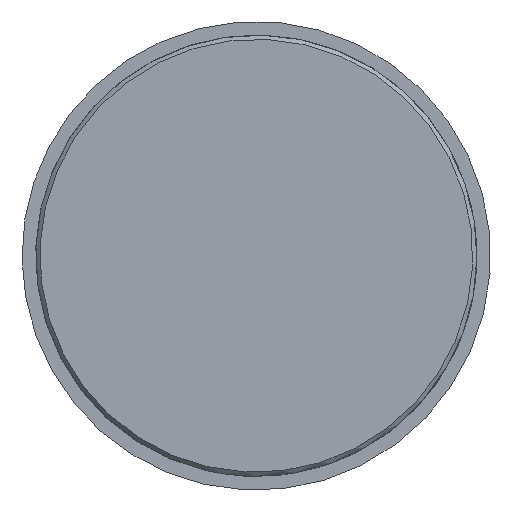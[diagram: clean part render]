
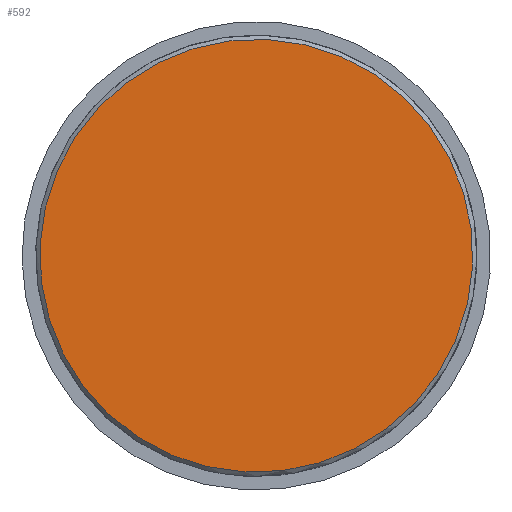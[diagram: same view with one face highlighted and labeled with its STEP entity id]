
A CAD part, top view. The second image highlights one B-rep face of the part: STEP entity #592.
In plain terms, the highlighted planar face has unit normal (0, 0, 1).
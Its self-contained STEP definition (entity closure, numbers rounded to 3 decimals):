
#54=PLANE('',#649);
#66=FACE_OUTER_BOUND('',#103,.T.);
#103=EDGE_LOOP('',(#405,#406));
#187=CIRCLE('',#650,31.875);
#188=CIRCLE('',#651,31.875);
#247=VERTEX_POINT('',#964);
#248=VERTEX_POINT('',#965);
#311=EDGE_CURVE('',#247,#248,#187,.T.);
#312=EDGE_CURVE('',#248,#247,#188,.T.);
#405=ORIENTED_EDGE('',*,*,#311,.F.);
#406=ORIENTED_EDGE('',*,*,#312,.F.);
#592=ADVANCED_FACE('',(#66),#54,.T.);
#649=AXIS2_PLACEMENT_3D('',#963,#755,#756);
#650=AXIS2_PLACEMENT_3D('',#966,#757,#758);
#651=AXIS2_PLACEMENT_3D('',#967,#759,#760);
#755=DIRECTION('center_axis',(0.,0.,
1.));
#756=DIRECTION('ref_axis',(0.974,-0.225,0.));
#757=DIRECTION('center_axis',(0.,0.,
-1.));
#758=DIRECTION('ref_axis',(0.225,0.974,0.));
#759=DIRECTION('center_axis',(0.,0.,
-1.));
#760=DIRECTION('ref_axis',(0.225,0.974,0.));
#963=CARTESIAN_POINT('Origin',(7.125,30.863,9.5));
#964=CARTESIAN_POINT('',(7.17,31.058,9.5));
#965=CARTESIAN_POINT('',(-7.17,-31.058,9.5));
#966=CARTESIAN_POINT('Origin',(0.,0.,
9.5));
#967=CARTESIAN_POINT('Origin',(0.,0.,
9.5));
